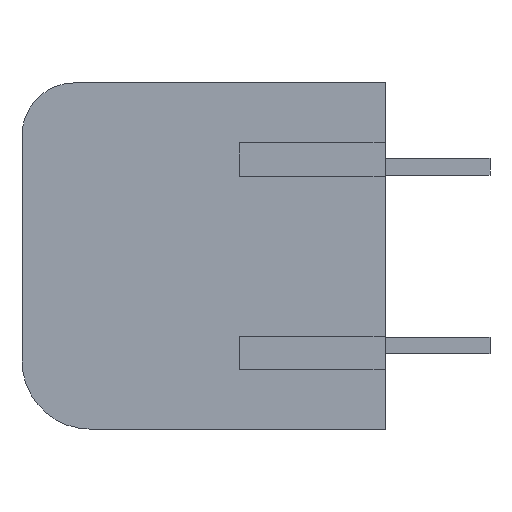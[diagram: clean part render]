
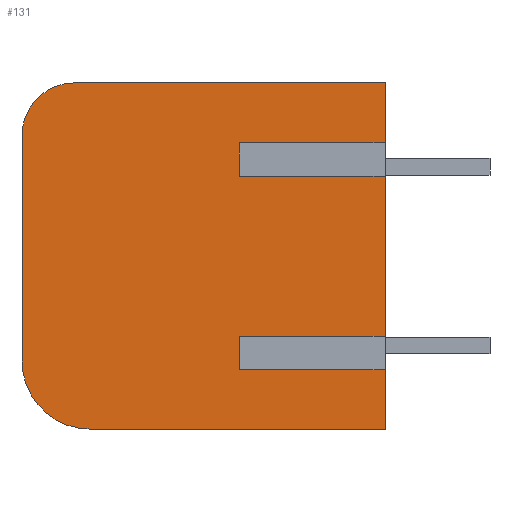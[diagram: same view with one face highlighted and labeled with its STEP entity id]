
A CAD part, left-side view. The second image highlights one B-rep face of the part: STEP entity #131.
In plain terms, the highlighted planar face has unit normal (-1, 0, 0).
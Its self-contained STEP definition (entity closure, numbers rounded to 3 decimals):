
#131=ADVANCED_FACE('',(#401),#402,.F.);
#401=FACE_OUTER_BOUND('',#809,.T.);
#402=PLANE('',#810);
#809=EDGE_LOOP('',(#1646,#1647,#1648,#1649,#1650,#1651,#1652,#1653,#1654,#1655,#1656,#1657,#1658,#1659));
#810=AXIS2_PLACEMENT_3D('',#1660,#1661,#1662);
#1646=ORIENTED_EDGE('',*,*,#2995,.F.);
#1647=ORIENTED_EDGE('',*,*,#2837,.F.);
#1648=ORIENTED_EDGE('',*,*,#2996,.T.);
#1649=ORIENTED_EDGE('',*,*,#2997,.F.);
#1650=ORIENTED_EDGE('',*,*,#2998,.F.);
#1651=ORIENTED_EDGE('',*,*,#2833,.F.);
#1652=ORIENTED_EDGE('',*,*,#2965,.F.);
#1653=ORIENTED_EDGE('',*,*,#2999,.F.);
#1654=ORIENTED_EDGE('',*,*,#2990,.F.);
#1655=ORIENTED_EDGE('',*,*,#3000,.F.);
#1656=ORIENTED_EDGE('',*,*,#3001,.F.);
#1657=ORIENTED_EDGE('',*,*,#2841,.F.);
#1658=ORIENTED_EDGE('',*,*,#3002,.T.);
#1659=ORIENTED_EDGE('',*,*,#3003,.F.);
#1660=CARTESIAN_POINT('',(-14.25,0.0,0.0));
#1661=DIRECTION('',(1.0,0.0,0.0));
#1662=DIRECTION('',(0.0,1.0,0.0));
#2833=EDGE_CURVE('',#3423,#3425,#3426,.T.);
#2837=EDGE_CURVE('',#3431,#3433,#3434,.T.);
#2841=EDGE_CURVE('',#3439,#3441,#3442,.T.);
#2965=EDGE_CURVE('',#3654,#3423,#3656,.T.);
#2990=EDGE_CURVE('',#3696,#3691,#3698,.T.);
#2995=EDGE_CURVE('',#3433,#3707,#3708,.T.);
#2996=EDGE_CURVE('',#3431,#3709,#3710,.T.);
#2997=EDGE_CURVE('',#3711,#3709,#3712,.T.);
#2998=EDGE_CURVE('',#3425,#3711,#3713,.T.);
#2999=EDGE_CURVE('',#3691,#3654,#3714,.T.);
#3000=EDGE_CURVE('',#3715,#3696,#3716,.T.);
#3001=EDGE_CURVE('',#3441,#3715,#3717,.T.);
#3002=EDGE_CURVE('',#3439,#3718,#3719,.T.);
#3003=EDGE_CURVE('',#3707,#3718,#3720,.T.);
#3423=VERTEX_POINT('',#4380);
#3425=VERTEX_POINT('',#4383);
#3426=LINE('',#4384,#4385);
#3431=VERTEX_POINT('',#4392);
#3433=VERTEX_POINT('',#4395);
#3434=LINE('',#4396,#4397);
#3439=VERTEX_POINT('',#4404);
#3441=VERTEX_POINT('',#4407);
#3442=LINE('',#4408,#4409);
#3654=VERTEX_POINT('',#4729);
#3656=LINE('',#4732,#4733);
#3691=VERTEX_POINT('',#4783);
#3696=VERTEX_POINT('',#4790);
#3698=LINE('',#4793,#4794);
#3707=VERTEX_POINT('',#4803);
#3708=LINE('',#4804,#4805);
#3709=VERTEX_POINT('',#4806);
#3710=LINE('',#4807,#4808);
#3711=VERTEX_POINT('',#4809);
#3712=LINE('',#4810,#4811);
#3713=LINE('',#4812,#4813);
#3714=CIRCLE('',#4814,2.5);
#3715=VERTEX_POINT('',#4815);
#3716=CIRCLE('',#4816,3.25);
#3717=LINE('',#4817,#4818);
#3718=VERTEX_POINT('',#4819);
#3719=LINE('',#4820,#4821);
#3720=LINE('',#4822,#4823);
#4380=CARTESIAN_POINT('',(-14.25,-7.5,0.0));
#4383=CARTESIAN_POINT('',(-14.25,-7.5,-3.136));
#4384=CARTESIAN_POINT('',(-14.25,-7.5,0.0));
#4385=VECTOR('',#5785,3.136);
#4392=CARTESIAN_POINT('',(-14.25,-7.5,-4.174));
#4395=CARTESIAN_POINT('',(-14.25,-7.5,-12.356));
#4396=CARTESIAN_POINT('',(-14.25,-7.5,-4.174));
#4397=VECTOR('',#5789,8.182);
#4404=CARTESIAN_POINT('',(-14.25,-7.5,-13.394));
#4407=CARTESIAN_POINT('',(-14.25,-7.5,-16.5));
#4408=CARTESIAN_POINT('',(-14.25,-7.5,-13.394));
#4409=VECTOR('',#5793,3.106);
#4729=CARTESIAN_POINT('',(-14.25,7.3,0.0));
#4732=CARTESIAN_POINT('',(-14.25,7.3,0.0));
#4733=VECTOR('',#5945,14.8);
#4783=CARTESIAN_POINT('',(-14.25,9.8,-2.5));
#4790=CARTESIAN_POINT('',(-14.25,9.8,-13.25));
#4793=CARTESIAN_POINT('',(-14.25,9.8,-13.25));
#4794=VECTOR('',#5982,10.75);
#4803=CARTESIAN_POINT('',(-14.25,-0.55,-12.356));
#4804=CARTESIAN_POINT('',(-14.25,-7.5,-12.356));
#4805=VECTOR('',#5995,6.95);
#4806=CARTESIAN_POINT('',(-14.25,-0.55,-4.174));
#4807=CARTESIAN_POINT('',(-14.25,-7.5,-4.174));
#4808=VECTOR('',#5996,6.95);
#4809=CARTESIAN_POINT('',(-14.25,-0.55,-3.136));
#4810=CARTESIAN_POINT('',(-14.25,-0.55,-3.136));
#4811=VECTOR('',#5997,1.038);
#4812=CARTESIAN_POINT('',(-14.25,-7.5,-3.136));
#4813=VECTOR('',#5998,6.95);
#4814=AXIS2_PLACEMENT_3D('',#5999,#6000,#6001);
#4815=CARTESIAN_POINT('',(-14.25,6.55,-16.5));
#4816=AXIS2_PLACEMENT_3D('',#6002,#6003,#6004);
#4817=CARTESIAN_POINT('',(-14.25,-7.5,-16.5));
#4818=VECTOR('',#6005,14.05);
#4819=CARTESIAN_POINT('',(-14.25,-0.55,-13.394));
#4820=CARTESIAN_POINT('',(-14.25,-7.5,-13.394));
#4821=VECTOR('',#6006,6.95);
#4822=CARTESIAN_POINT('',(-14.25,-0.55,-12.356));
#4823=VECTOR('',#6007,1.038);
#5785=DIRECTION('',(0.0,0.0,-1.0));
#5789=DIRECTION('',(0.0,0.0,-1.0));
#5793=DIRECTION('',(0.0,0.0,-1.0));
#5945=DIRECTION('',(0.0,-1.0,0.0));
#5982=DIRECTION('',(0.0,0.0,1.0));
#5995=DIRECTION('',(0.0,1.0,0.0));
#5996=DIRECTION('',(0.0,1.0,0.0));
#5997=DIRECTION('',(0.0,0.0,-1.0));
#5998=DIRECTION('',(0.0,1.0,0.0));
#5999=CARTESIAN_POINT('',(-14.25,7.3,-2.5));
#6000=DIRECTION('',(1.0,0.0,0.0));
#6001=DIRECTION('',(0.0,1.0,0.0));
#6002=CARTESIAN_POINT('',(-14.25,6.55,-13.25));
#6003=DIRECTION('',(1.0,0.0,0.0));
#6004=DIRECTION('',(0.0,0.0,-1.0));
#6005=DIRECTION('',(0.0,1.0,0.0));
#6006=DIRECTION('',(0.0,1.0,0.0));
#6007=DIRECTION('',(0.0,0.0,-1.0));
